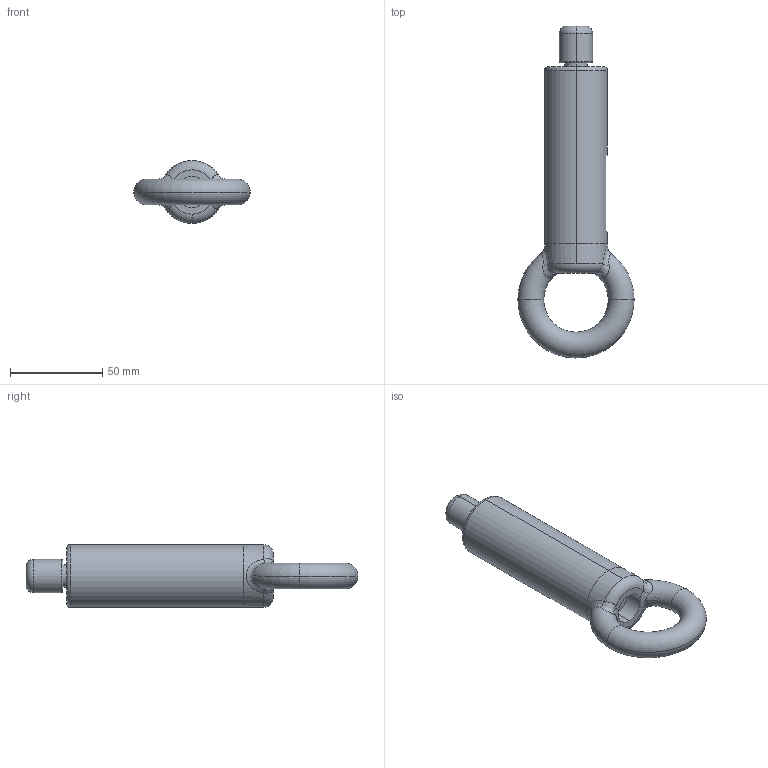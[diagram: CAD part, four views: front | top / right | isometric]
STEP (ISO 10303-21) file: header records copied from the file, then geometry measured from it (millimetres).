
FILE_DESCRIPTION (( 'STEP AP214' ), '1' );
FILE_NAME ('T37666.step', '2023-06-08T07:34:52', ( '' ), ( '' ), 'SwSTEP 2.0', 'SolidWorks 2022', '' );
FILE_SCHEMA (( 'AUTOMOTIVE_DESIGN' ));
Length unit declared in the file: millimetre
Products named in the file (1): T37666
Bounding box: 63 x 179.97 x 34 mm (x, y, z)
Volume: 107806.2 mm3; surface area: 26508.5 mm2
Topology: 2 solids, 2 shells, 56 faces, 130 edges, 79 vertices
Faces by surface type: plane 17, torus 16, cylinder 15, bspline 8
Entity records: 2797 total; most frequent: CARTESIAN_POINT 1495, DIRECTION 274, ORIENTED_EDGE 260, EDGE_CURVE 130, AXIS2_PLACEMENT_3D 122, VERTEX_POINT 79, CIRCLE 73, EDGE_LOOP 61
